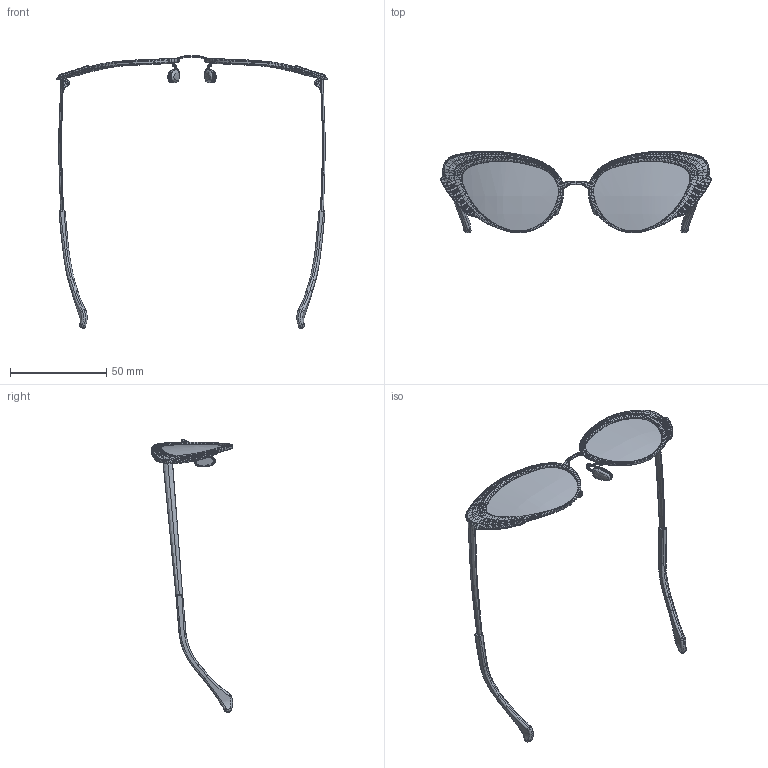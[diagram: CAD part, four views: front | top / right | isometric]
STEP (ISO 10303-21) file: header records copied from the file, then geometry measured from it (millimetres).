
FILE_DESCRIPTION(('FreeCAD Model'),'2;1');
FILE_NAME('Open CASCADE Shape Model','2025-04-27T19:27:19',('FreeCAD'),( 'FreeCAD'),'Open CASCADE STEP processor 7.6','FreeCAD','Unknown');
FILE_SCHEMA(('AUTOMOTIVE_DESIGN { 1 0 10303 214 1 1 1 1 }'));
Products named in the file (1): Open CASCADE STEP translator 7.6 1
Bounding box: 140.88 x 42.62 x 142.12 mm (x, y, z)
Volume: 8462.9 mm3; surface area: 15450.8 mm2
Topology: 17 solids, 17 shells, 4014 faces, 8698 edges, 4636 vertices
Faces by surface type: bspline 3980, plane 24, cylinder 10
Entity records: 366059 total; most frequent: CARTESIAN_POINT 310434, ORIENTED_EDGE 17392, EDGE_CURVE 8696, B_SPLINE_CURVE_WITH_KNOTS 8656, VERTEX_POINT 4636, FACE_BOUND 4050, EDGE_LOOP 4050, ADVANCED_FACE 4014
